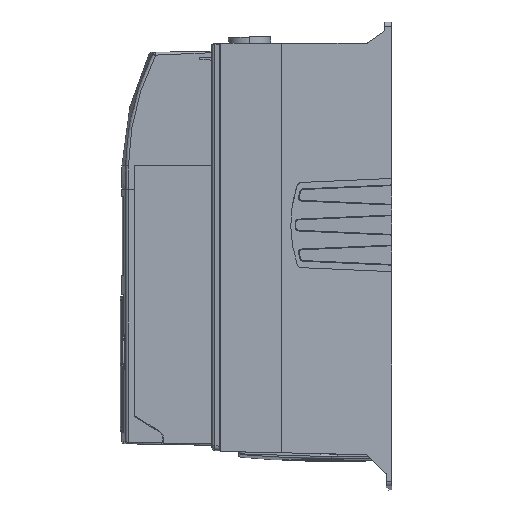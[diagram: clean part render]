
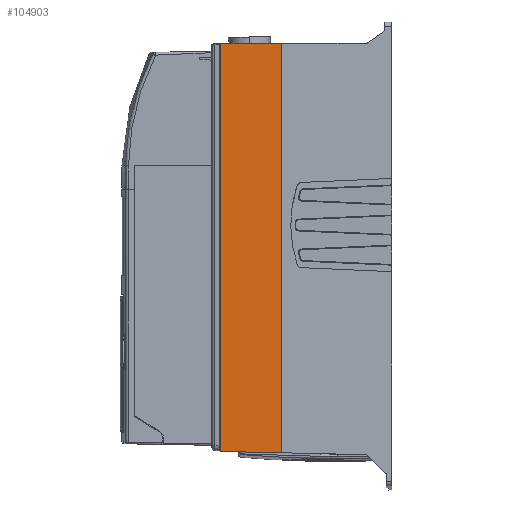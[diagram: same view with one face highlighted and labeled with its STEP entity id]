
A CAD part, left-side view. The second image highlights one B-rep face of the part: STEP entity #104903.
In plain terms, the highlighted planar face has unit normal (-1, 0.021, 0).
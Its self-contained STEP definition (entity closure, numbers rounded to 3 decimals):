
#92673=DIRECTION('',(0.021,1.,0.));
#92674=VECTOR('',#92673,42.351);
#92675=CARTESIAN_POINT('',(-78.577,-16.654,
61.071));
#92676=LINE('',#92675,#92674);
#94217=DIRECTION('',(-0.021,-1.,-0.021));
#94218=VECTOR('',#94217,42.861);
#94219=CARTESIAN_POINT('',(-77.679,26.188,
-223.803));
#94220=LINE('',#94219,#94218);
#94273=DIRECTION('',(0.,0.,-1.));
#94274=VECTOR('',#94273,284.374);
#94275=CARTESIAN_POINT('',(-77.679,26.188,
60.571));
#94276=LINE('',#94275,#94274);
#95883=CARTESIAN_POINT('',(-77.69,25.688,
61.071));
#95884=CARTESIAN_POINT('',(-77.688,25.783,
61.071));
#95885=CARTESIAN_POINT('',(-77.684,25.946,
61.025));
#95886=CARTESIAN_POINT('',(-77.68,26.142,
60.829));
#95887=CARTESIAN_POINT('',(-77.679,26.188,
60.665));
#95888=CARTESIAN_POINT('',(-77.679,26.188,
60.571));
#95898=DIRECTION('',(0.,0.,-1.));
#95899=VECTOR('',#95898,285.771);
#95900=CARTESIAN_POINT('',(-78.577,-16.654,
61.071));
#95901=LINE('',#95900,#95899);
#98262=CARTESIAN_POINT('',(-78.577,-16.654,
61.071));
#98263=VERTEX_POINT('',#98262);
#98264=CARTESIAN_POINT('',(-77.69,25.688,
61.071));
#98265=VERTEX_POINT('',#98264);
#98804=CARTESIAN_POINT('',(-77.679,26.188,
-223.803));
#98806=VERTEX_POINT('',#98804);
#98808=CARTESIAN_POINT('',(-78.577,-16.654,
-224.7));
#98809=VERTEX_POINT('',#98808);
#98824=CARTESIAN_POINT('',(-77.679,26.188,
60.571));
#98825=VERTEX_POINT('',#98824);
#104890=CARTESIAN_POINT('',(-78.577,-16.654,
-226.415));
#104891=DIRECTION('',(-1.,0.021,0.));
#104892=DIRECTION('',(0.,0.,1.));
#104893=AXIS2_PLACEMENT_3D('',#104890,#104891,#104892);
#104894=PLANE('',#104893);
#104895=ORIENTED_EDGE('',*,*,#99603,.F.);
#104897=ORIENTED_EDGE('',*,*,#104896,.T.);
#104898=ORIENTED_EDGE('',*,*,#102183,.F.);
#104899=ORIENTED_EDGE('',*,*,#102236,.F.);
#104900=ORIENTED_EDGE('',*,*,#104875,.F.);
#104901=EDGE_LOOP('',(#104895,#104897,#104898,#104899,#104900));
#104902=FACE_OUTER_BOUND('',#104901,.F.);
#104903=ADVANCED_FACE('',(#104902),#104894,.T.);
#95889=B_SPLINE_CURVE_WITH_KNOTS('',3,(#95883,#95884,#95885,#95886,#95887,
#95888),.UNSPECIFIED.,.F.,.F.,(4,1,1,4),(0.,0.333,
0.667,1.),.UNSPECIFIED.);
#99603=EDGE_CURVE('',#98263,#98265,#92676,.T.);
#102183=EDGE_CURVE('',#98806,#98809,#94220,.T.);
#102236=EDGE_CURVE('',#98825,#98806,#94276,.T.);
#104875=EDGE_CURVE('',#98265,#98825,#95889,.T.);
#104896=EDGE_CURVE('',#98263,#98809,#95901,.T.);
